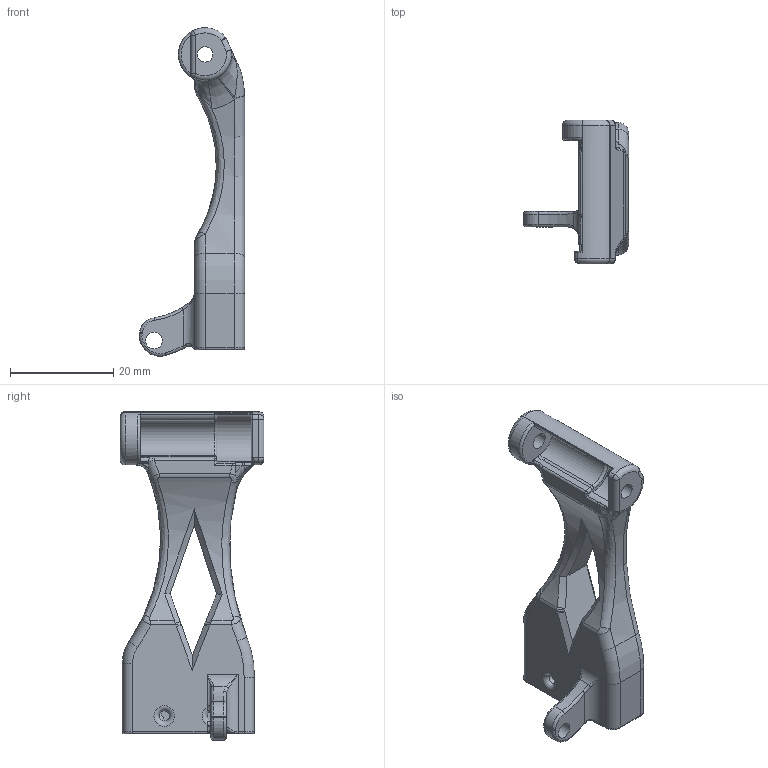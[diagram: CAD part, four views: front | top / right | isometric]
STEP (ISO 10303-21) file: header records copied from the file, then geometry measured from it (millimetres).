
FILE_DESCRIPTION(/* description */ (''),/* implementation_level */ '2;1');
FILE_NAME(/* name */ 'Quickdraw Mount.step',/* time_stamp */ '2022-04-23T20:23:38+02:00',/* author */ (''),/* organization */ (''),/* preprocessor_version */ 'ST-DEVELOPER v18.1',/* originating_system */ 'Autodesk Translation Framework v10.14.0.1471',/* authorisation */ '');
FILE_SCHEMA (('AUTOMOTIVE_DESIGN { 1 0 10303 214 3 1 1 }','TECHNICAL_DATA_PACKAGING'));
Length unit declared in the file: millimetre
Products named in the file (1): Quickdraw Mount
Bounding box: 20.35 x 27.81 x 63.56 mm (x, y, z)
Volume: 8599.3 mm3; surface area: 4670 mm2
Topology: 1 solids, 1 shells, 276 faces, 713 edges, 431 vertices
Faces by surface type: bspline 84, cylinder 78, plane 56, torus 50, sphere 8
Full cylindrical faces by diameter (mm): 2 x2, 3 x1, 3.2 x2
Entity records: 11084 total; most frequent: CARTESIAN_POINT 4902, ORIENTED_EDGE 1408, DIRECTION 1109, EDGE_CURVE 704, AXIS2_PLACEMENT_3D 450, VERTEX_POINT 431, EDGE_LOOP 289, FACE_OUTER_BOUND 276
